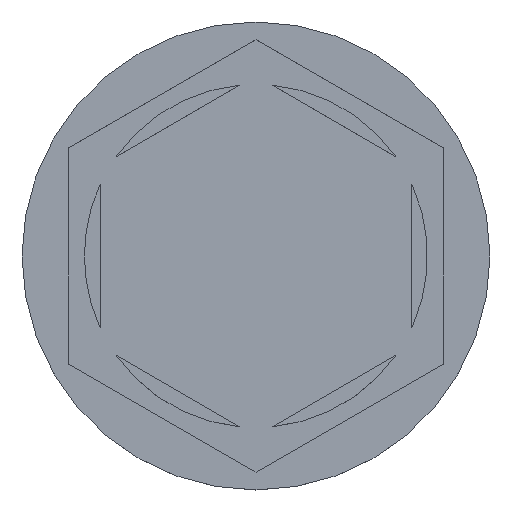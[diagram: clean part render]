
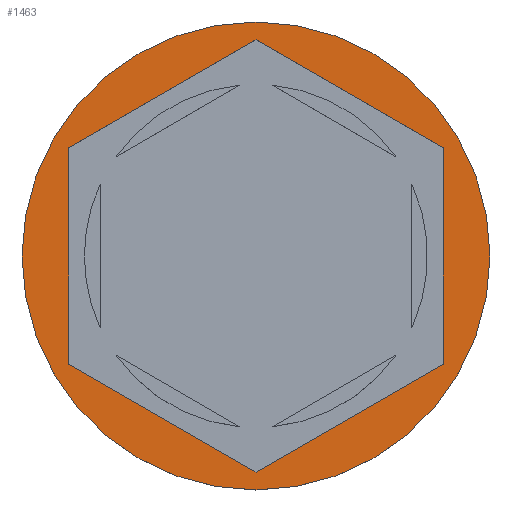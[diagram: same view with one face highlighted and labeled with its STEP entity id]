
A CAD part, top view. The second image highlights one B-rep face of the part: STEP entity #1463.
In plain terms, the highlighted planar face has unit normal (0, 0, 1).
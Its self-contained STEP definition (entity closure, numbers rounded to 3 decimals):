
#8 = DIRECTION ( 'NONE',  ( 1., 0., 0. ) ) ;
#130 = EDGE_CURVE ( 'NONE', #3007, #3150, #3382, .T. ) ;
#131 = VECTOR ( 'NONE', #2081, 1000. ) ;
#172 = CARTESIAN_POINT ( 'NONE',  ( 0., -6.928, 0. ) ) ;
#197 = CARTESIAN_POINT ( 'NONE',  ( 0., 0., 0. ) ) ;
#218 = DIRECTION ( 'NONE',  ( 1., 0., 0. ) ) ;
#483 = VERTEX_POINT ( 'NONE', #1217 ) ;
#580 = CARTESIAN_POINT ( 'NONE',  ( -7.5, 0., 0. ) ) ;
#688 = ORIENTED_EDGE ( 'NONE', *, *, #3147, .F. ) ;
#776 = AXIS2_PLACEMENT_3D ( 'NONE', #197, #2199, #1320 ) ;
#859 = EDGE_CURVE ( 'NONE', #1579, #1223, #1263, .T. ) ;
#987 = EDGE_LOOP ( 'NONE', ( #1156, #688, #2127, #2944, #2093, #1053 ) ) ;
#994 = CARTESIAN_POINT ( 'NONE',  ( 0., -6.928, 0. ) ) ;
#1039 = CARTESIAN_POINT ( 'NONE',  ( 0., 6.928, 0. ) ) ;
#1053 = ORIENTED_EDGE ( 'NONE', *, *, #2377, .F. ) ;
#1156 = ORIENTED_EDGE ( 'NONE', *, *, #3427, .F. ) ;
#1201 = DIRECTION ( 'NONE',  ( -0.866, 0.5, 0. ) ) ;
#1217 = CARTESIAN_POINT ( 'NONE',  ( 0., 6.928, 0. ) ) ;
#1223 = VERTEX_POINT ( 'NONE', #1380 ) ;
#1234 = LINE ( 'NONE', #3444, #2524 ) ;
#1242 = CARTESIAN_POINT ( 'NONE',  ( 6., 3.464, 0. ) ) ;
#1263 = LINE ( 'NONE', #994, #131 ) ;
#1290 = CARTESIAN_POINT ( 'NONE',  ( 7.5, 0., 0. ) ) ;
#1306 = AXIS2_PLACEMENT_3D ( 'NONE', #3527, #2183, #218 ) ;
#1310 = VECTOR ( 'NONE', #1201, 1000. ) ;
#1320 = DIRECTION ( 'NONE',  ( 1., 0., 0. ) ) ;
#1380 = CARTESIAN_POINT ( 'NONE',  ( 6., -3.464, 0. ) ) ;
#1405 = DIRECTION ( 'NONE',  ( 0.866, -0.5, 0. ) ) ;
#1463 = ADVANCED_FACE ( 'NONE', ( #1568, #2399 ), #3267, .T. ) ;
#1480 = AXIS2_PLACEMENT_3D ( 'NONE', #2511, #2214, #8 ) ;
#1544 = VERTEX_POINT ( 'NONE', #2657 ) ;
#1568 = FACE_BOUND ( 'NONE', #987, .T. ) ;
#1579 = VERTEX_POINT ( 'NONE', #172 ) ;
#1704 = CIRCLE ( 'NONE', #1480, 7.5 ) ;
#1742 = LINE ( 'NONE', #2242, #1310 ) ;
#1784 = DIRECTION ( 'NONE',  ( 0., 1., 0. ) ) ;
#2081 = DIRECTION ( 'NONE',  ( 0.866, 0.5, 0. ) ) ;
#2087 = LINE ( 'NONE', #2942, #2761 ) ;
#2093 = ORIENTED_EDGE ( 'NONE', *, *, #3467, .F. ) ;
#2109 = EDGE_LOOP ( 'NONE', ( #2800, #3228 ) ) ;
#2127 = ORIENTED_EDGE ( 'NONE', *, *, #859, .F. ) ;
#2183 = DIRECTION ( 'NONE',  ( 0., 0., 1. ) ) ;
#2199 = DIRECTION ( 'NONE',  ( 0., 0., 1. ) ) ;
#2214 = DIRECTION ( 'NONE',  ( 0., 0., 1. ) ) ;
#2242 = CARTESIAN_POINT ( 'NONE',  ( 6., 3.464, 0. ) ) ;
#2377 = EDGE_CURVE ( 'NONE', #483, #1544, #2978, .T. ) ;
#2399 = FACE_OUTER_BOUND ( 'NONE', #2109, .T. ) ;
#2429 = CARTESIAN_POINT ( 'NONE',  ( -6., -3.464, 0. ) ) ;
#2477 = LINE ( 'NONE', #3584, #3502 ) ;
#2511 = CARTESIAN_POINT ( 'NONE',  ( 0., 0., 0. ) ) ;
#2524 = VECTOR ( 'NONE', #1784, 1000. ) ;
#2657 = CARTESIAN_POINT ( 'NONE',  ( -6., 3.464, 0. ) ) ;
#2761 = VECTOR ( 'NONE', #3193, 1000. ) ;
#2800 = ORIENTED_EDGE ( 'NONE', *, *, #2970, .T. ) ;
#2827 = VERTEX_POINT ( 'NONE', #1242 ) ;
#2890 = EDGE_CURVE ( 'NONE', #3308, #1579, #2477, .T. ) ;
#2942 = CARTESIAN_POINT ( 'NONE',  ( -6., 3.464, 0. ) ) ;
#2944 = ORIENTED_EDGE ( 'NONE', *, *, #2890, .F. ) ;
#2970 = EDGE_CURVE ( 'NONE', #3150, #3007, #1704, .T. ) ;
#2978 = LINE ( 'NONE', #1039, #3157 ) ;
#3007 = VERTEX_POINT ( 'NONE', #580 ) ;
#3039 = DIRECTION ( 'NONE',  ( -0.866, -0.5, 0. ) ) ;
#3147 = EDGE_CURVE ( 'NONE', #1223, #2827, #1234, .T. ) ;
#3150 = VERTEX_POINT ( 'NONE', #1290 ) ;
#3157 = VECTOR ( 'NONE', #3039, 1000. ) ;
#3193 = DIRECTION ( 'NONE',  ( 0., -1., 0. ) ) ;
#3228 = ORIENTED_EDGE ( 'NONE', *, *, #130, .T. ) ;
#3267 = PLANE ( 'NONE',  #1306 ) ;
#3308 = VERTEX_POINT ( 'NONE', #2429 ) ;
#3382 = CIRCLE ( 'NONE', #776, 7.5 ) ;
#3427 = EDGE_CURVE ( 'NONE', #2827, #483, #1742, .T. ) ;
#3444 = CARTESIAN_POINT ( 'NONE',  ( 6., -3.464, 0. ) ) ;
#3467 = EDGE_CURVE ( 'NONE', #1544, #3308, #2087, .T. ) ;
#3502 = VECTOR ( 'NONE', #1405, 1000. ) ;
#3527 = CARTESIAN_POINT ( 'NONE',  ( 0., 0., 0. ) ) ;
#3584 = CARTESIAN_POINT ( 'NONE',  ( -6., -3.464, 0. ) ) ;
